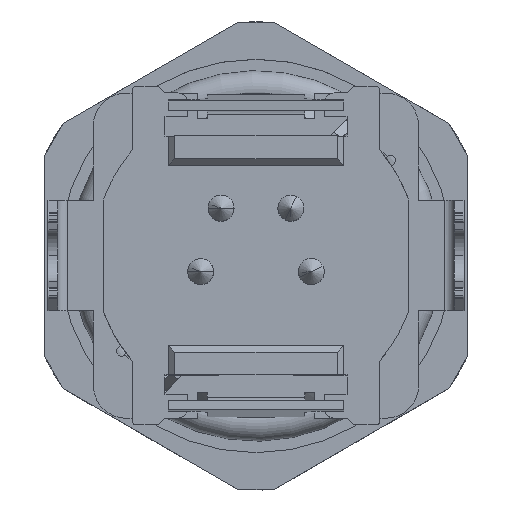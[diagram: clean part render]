
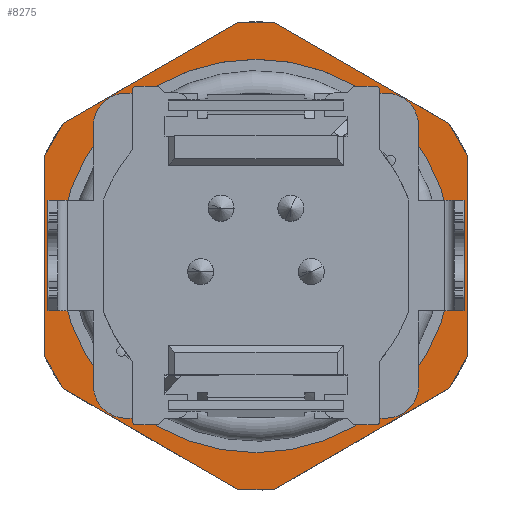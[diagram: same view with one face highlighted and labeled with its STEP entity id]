
A CAD part, top view. The second image highlights one B-rep face of the part: STEP entity #8275.
In plain terms, the highlighted planar face has unit normal (0, 0, 1).
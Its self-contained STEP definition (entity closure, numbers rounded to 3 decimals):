
#208=AXIS2_PLACEMENT_3D('Circle Axis2P3D',#206,#207,$) ;
#234=AXIS2_PLACEMENT_3D('Circle Axis2P3D',#232,#233,$) ;
#8255=AXIS2_PLACEMENT_3D('Plane Axis2P3D',#8252,#8253,#8254) ;
#201=CARTESIAN_POINT('Vertex',(12.55,7.2,8.)) ;
#206=CARTESIAN_POINT('Axis2P3D Location',(6.5,7.2,8.)) ;
#210=CARTESIAN_POINT('Vertex',(0.45,7.2,8.)) ;
#232=CARTESIAN_POINT('Axis2P3D Location',(6.5,7.2,8.)) ;
#254=CARTESIAN_POINT('Line Origine',(13.,7.2,8.)) ;
#258=CARTESIAN_POINT('Vertex',(13.,4.103,8.)) ;
#260=CARTESIAN_POINT('Vertex',(13.,10.297,8.)) ;
#318=CARTESIAN_POINT('Control Point',(13.,4.103,8.)) ;
#319=CARTESIAN_POINT('Control Point',(12.837,3.761,8.)) ;
#320=CARTESIAN_POINT('Control Point',(12.647,3.432,8.)) ;
#321=CARTESIAN_POINT('Control Point',(12.432,3.12,8.)) ;
#322=CARTESIAN_POINT('Vertex',(12.432,3.12,8.)) ;
#350=CARTESIAN_POINT('Line Origine',(9.75,1.571,8.)) ;
#354=CARTESIAN_POINT('Vertex',(7.068,0.022,8.)) ;
#394=CARTESIAN_POINT('Control Point',(7.068,0.022,8.)) ;
#395=CARTESIAN_POINT('Control Point',(6.69,-0.007,8.)) ;
#396=CARTESIAN_POINT('Control Point',(6.31,-0.007,8.)) ;
#397=CARTESIAN_POINT('Control Point',(5.932,0.022,8.)) ;
#398=CARTESIAN_POINT('Vertex',(5.932,0.022,8.)) ;
#426=CARTESIAN_POINT('Line Origine',(3.25,1.571,8.)) ;
#430=CARTESIAN_POINT('Vertex',(0.568,3.12,8.)) ;
#470=CARTESIAN_POINT('Control Point',(0.568,3.12,8.)) ;
#471=CARTESIAN_POINT('Control Point',(0.353,3.432,8.)) ;
#472=CARTESIAN_POINT('Control Point',(0.163,3.761,8.)) ;
#473=CARTESIAN_POINT('Control Point',(0.,4.103,8.)) ;
#474=CARTESIAN_POINT('Vertex',(0.,4.103,8.)) ;
#502=CARTESIAN_POINT('Line Origine',(0.,7.2,8.)) ;
#506=CARTESIAN_POINT('Vertex',(0.,10.297,8.)) ;
#557=CARTESIAN_POINT('Control Point',(0.,10.297,8.)) ;
#558=CARTESIAN_POINT('Control Point',(0.163,10.639,8.)) ;
#559=CARTESIAN_POINT('Control Point',(0.353,10.969,8.)) ;
#560=CARTESIAN_POINT('Control Point',(0.568,11.281,8.)) ;
#561=CARTESIAN_POINT('Vertex',(0.568,11.281,8.)) ;
#589=CARTESIAN_POINT('Line Origine',(3.25,12.829,8.)) ;
#593=CARTESIAN_POINT('Vertex',(5.931,14.378,8.)) ;
#633=CARTESIAN_POINT('Control Point',(5.931,14.378,8.)) ;
#634=CARTESIAN_POINT('Control Point',(6.31,14.407,8.)) ;
#635=CARTESIAN_POINT('Control Point',(6.69,14.407,8.)) ;
#636=CARTESIAN_POINT('Control Point',(7.069,14.378,8.)) ;
#637=CARTESIAN_POINT('Vertex',(7.069,14.378,8.)) ;
#665=CARTESIAN_POINT('Line Origine',(9.75,12.829,8.)) ;
#669=CARTESIAN_POINT('Vertex',(12.432,11.281,8.)) ;
#709=CARTESIAN_POINT('Control Point',(12.432,11.281,8.)) ;
#710=CARTESIAN_POINT('Control Point',(12.647,10.969,8.)) ;
#711=CARTESIAN_POINT('Control Point',(12.837,10.639,8.)) ;
#712=CARTESIAN_POINT('Control Point',(13.,10.297,8.)) ;
#8252=CARTESIAN_POINT('Axis2P3D Location',(-0.125,7.2,8.)) ;
#207=DIRECTION('Axis2P3D Direction',(0.,0.,1.)) ;
#233=DIRECTION('Axis2P3D Direction',(0.,0.,1.)) ;
#255=DIRECTION('Vector Direction',(0.,-1.,0.)) ;
#351=DIRECTION('Vector Direction',(-0.866,-0.5,0.)) ;
#427=DIRECTION('Vector Direction',(-0.866,0.5,0.)) ;
#503=DIRECTION('Vector Direction',(0.,1.,0.)) ;
#590=DIRECTION('Vector Direction',(0.866,0.5,0.)) ;
#666=DIRECTION('Vector Direction',(0.866,-0.5,0.)) ;
#8253=DIRECTION('Axis2P3D Direction',(0.,0.,1.)) ;
#8254=DIRECTION('Axis2P3D XDirection',(0.,1.,0.)) ;
#256=VECTOR('Line Direction',#255,1.) ;
#352=VECTOR('Line Direction',#351,1.) ;
#428=VECTOR('Line Direction',#427,1.) ;
#504=VECTOR('Line Direction',#503,1.) ;
#591=VECTOR('Line Direction',#590,1.) ;
#667=VECTOR('Line Direction',#666,1.) ;
#8258=ORIENTED_EDGE('',*,*,#476,.T.) ;
#8259=ORIENTED_EDGE('',*,*,#432,.T.) ;
#8260=ORIENTED_EDGE('',*,*,#400,.T.) ;
#8261=ORIENTED_EDGE('',*,*,#356,.T.) ;
#8262=ORIENTED_EDGE('',*,*,#324,.T.) ;
#8263=ORIENTED_EDGE('',*,*,#262,.T.) ;
#8264=ORIENTED_EDGE('',*,*,#713,.T.) ;
#8265=ORIENTED_EDGE('',*,*,#671,.T.) ;
#8266=ORIENTED_EDGE('',*,*,#639,.T.) ;
#8267=ORIENTED_EDGE('',*,*,#595,.T.) ;
#8268=ORIENTED_EDGE('',*,*,#563,.T.) ;
#8269=ORIENTED_EDGE('',*,*,#508,.T.) ;
#8272=ORIENTED_EDGE('',*,*,#236,.F.) ;
#8273=ORIENTED_EDGE('',*,*,#212,.F.) ;
#8274=FACE_BOUND('',#8271,.T.) ;
#8275=ADVANCED_FACE('V1',(#8270,#8274),#8256,.T.) ;
#317=B_SPLINE_CURVE_WITH_KNOTS('',3,(#318,#319,#320,#321),.UNSPECIFIED.,.F.,.U.,(4,4),(28.187,29.324),.UNSPECIFIED.) ;
#393=B_SPLINE_CURVE_WITH_KNOTS('',3,(#394,#395,#396,#397),.UNSPECIFIED.,.F.,.U.,(4,4),(35.518,36.654),.UNSPECIFIED.) ;
#469=B_SPLINE_CURVE_WITH_KNOTS('',3,(#470,#471,#472,#473),.UNSPECIFIED.,.F.,.U.,(4,4),(42.849,43.986),.UNSPECIFIED.) ;
#556=B_SPLINE_CURVE_WITH_KNOTS('',3,(#557,#558,#559,#560),.UNSPECIFIED.,.F.,.U.,(4,4),(6.194,7.331),.UNSPECIFIED.) ;
#632=B_SPLINE_CURVE_WITH_KNOTS('',3,(#633,#634,#635,#636),.UNSPECIFIED.,.F.,.U.,(4,4),(13.524,14.662),.UNSPECIFIED.) ;
#708=B_SPLINE_CURVE_WITH_KNOTS('',3,(#709,#710,#711,#712),.UNSPECIFIED.,.F.,.U.,(4,4),(20.855,21.993),.UNSPECIFIED.) ;
#209=CIRCLE('generated circle',#208,6.05) ;
#235=CIRCLE('generated circle',#234,6.05) ;
#212=EDGE_CURVE('',#202,#211,#209,.T.) ;
#236=EDGE_CURVE('',#211,#202,#235,.T.) ;
#262=EDGE_CURVE('',#259,#261,#257,.F.) ;
#324=EDGE_CURVE('',#323,#259,#317,.F.) ;
#356=EDGE_CURVE('',#355,#323,#353,.F.) ;
#400=EDGE_CURVE('',#399,#355,#393,.F.) ;
#432=EDGE_CURVE('',#431,#399,#429,.F.) ;
#476=EDGE_CURVE('',#475,#431,#469,.F.) ;
#508=EDGE_CURVE('',#507,#475,#505,.F.) ;
#563=EDGE_CURVE('',#562,#507,#556,.F.) ;
#595=EDGE_CURVE('',#594,#562,#592,.F.) ;
#639=EDGE_CURVE('',#638,#594,#632,.F.) ;
#671=EDGE_CURVE('',#670,#638,#668,.F.) ;
#713=EDGE_CURVE('',#261,#670,#708,.F.) ;
#8257=EDGE_LOOP('',(#8258,#8259,#8260,#8261,#8262,#8263,#8264,#8265,#8266,#8267,#8268,#8269)) ;
#8271=EDGE_LOOP('',(#8272,#8273)) ;
#8270=FACE_OUTER_BOUND('',#8257,.T.) ;
#257=LINE('Line',#254,#256) ;
#353=LINE('Line',#350,#352) ;
#429=LINE('Line',#426,#428) ;
#505=LINE('Line',#502,#504) ;
#592=LINE('Line',#589,#591) ;
#668=LINE('Line',#665,#667) ;
#8256=PLANE('',#8255) ;
#202=VERTEX_POINT('',#201) ;
#211=VERTEX_POINT('',#210) ;
#259=VERTEX_POINT('',#258) ;
#261=VERTEX_POINT('',#260) ;
#323=VERTEX_POINT('',#322) ;
#355=VERTEX_POINT('',#354) ;
#399=VERTEX_POINT('',#398) ;
#431=VERTEX_POINT('',#430) ;
#475=VERTEX_POINT('',#474) ;
#507=VERTEX_POINT('',#506) ;
#562=VERTEX_POINT('',#561) ;
#594=VERTEX_POINT('',#593) ;
#638=VERTEX_POINT('',#637) ;
#670=VERTEX_POINT('',#669) ;
